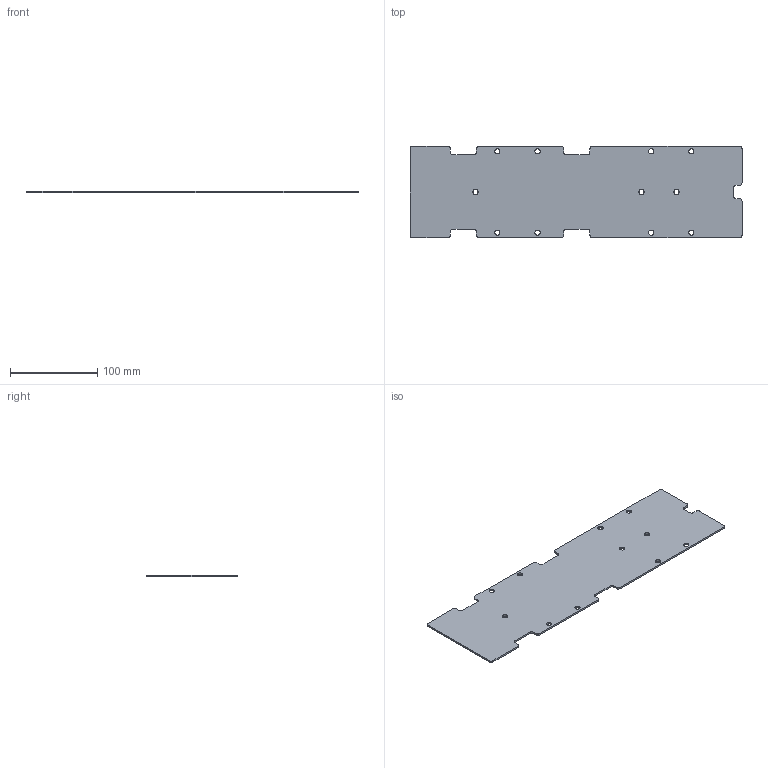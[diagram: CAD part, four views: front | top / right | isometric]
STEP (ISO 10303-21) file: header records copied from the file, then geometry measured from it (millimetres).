
FILE_DESCRIPTION(/* description */ (''),/* implementation_level */ '2;1');
FILE_NAME(/* name */ 'Support_batterie rev2.step',/* time_stamp */ '2024-07-05T14:54:48+02:00',/* author */ (''),/* organization */ (''),/* preprocessor_version */ 'ST-DEVELOPER v20',/* originating_system */ 'Autodesk Translation Framework v13.14.0.145',/* authorisation */ '');
FILE_SCHEMA (('AUTOMOTIVE_DESIGN { 1 0 10303 214 3 1 1 }'));
Length unit declared in the file: millimetre
Products named in the file (1): Support_batterie
Bounding box: 380 x 105 x 2 mm (x, y, z)
Volume: 76462.5 mm3; surface area: 78955.4 mm2
Topology: 1 solids, 1 shells, 61 faces, 177 edges, 118 vertices
Faces by surface type: cylinder 35, plane 26
Full cylindrical faces by diameter (mm): 6 x11
Entity records: 2125 total; most frequent: DIRECTION 371, CARTESIAN_POINT 357, ORIENTED_EDGE 354, EDGE_CURVE 177, AXIS2_PLACEMENT_3D 132, VERTEX_POINT 118, LINE 107, VECTOR 107
